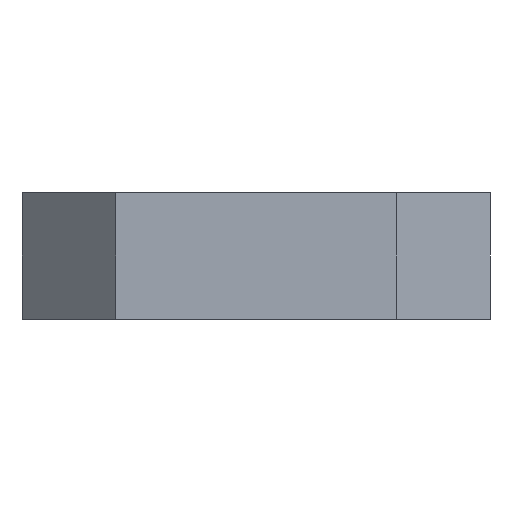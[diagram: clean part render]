
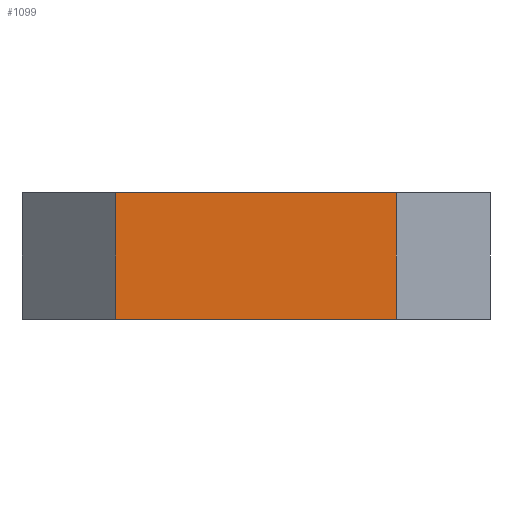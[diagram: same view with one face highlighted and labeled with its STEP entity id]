
A CAD part, front view. The second image highlights one B-rep face of the part: STEP entity #1099.
In plain terms, the highlighted planar face has unit normal (0, -1, 0).
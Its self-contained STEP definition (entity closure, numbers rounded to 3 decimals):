
#79=FACE_OUTER_BOUND('',#138,.T.);
#138=EDGE_LOOP('',(#943,#944,#945,#946));
#282=LINE('',#1703,#432);
#292=LINE('',#1722,#442);
#294=LINE('',#1727,#444);
#296=LINE('',#1730,#446);
#432=VECTOR('',#1400,10.);
#442=VECTOR('',#1416,10.);
#444=VECTOR('',#1422,10.);
#446=VECTOR('',#1426,10.);
#538=VERTEX_POINT('',#1700);
#539=VERTEX_POINT('',#1702);
#545=VERTEX_POINT('',#1720);
#546=VERTEX_POINT('',#1726);
#682=EDGE_CURVE('',#538,#539,#282,.T.);
#692=EDGE_CURVE('',#545,#538,#292,.T.);
#694=EDGE_CURVE('',#539,#546,#294,.T.);
#696=EDGE_CURVE('',#545,#546,#296,.T.);
#943=ORIENTED_EDGE('',*,*,#692,.F.);
#944=ORIENTED_EDGE('',*,*,#696,.T.);
#945=ORIENTED_EDGE('',*,*,#694,.F.);
#946=ORIENTED_EDGE('',*,*,#682,.F.);
#1047=PLANE('',#1171);
#1099=ADVANCED_FACE('',(#79),#1047,.T.);
#1171=AXIS2_PLACEMENT_3D('',#1729,#1424,#1425);
#1400=DIRECTION('',(-1.,0.,0.));
#1416=DIRECTION('',(0.,0.,-1.));
#1422=DIRECTION('',(0.,0.,1.));
#1424=DIRECTION('center_axis',(0.,-1.,0.));
#1425=DIRECTION('ref_axis',(-1.,0.,0.));
#1426=DIRECTION('',(-1.,0.,0.));
#1700=CARTESIAN_POINT('',(11.6,-179.5,-3.7));
#1702=CARTESIAN_POINT('',(5.6,-179.5,-3.7));
#1703=CARTESIAN_POINT('',(13.6,-179.5,-3.7));
#1720=CARTESIAN_POINT('',(11.6,-179.5,-1.));
#1722=CARTESIAN_POINT('',(11.6,-179.5,-1.));
#1726=CARTESIAN_POINT('',(5.6,-179.5,-1.));
#1727=CARTESIAN_POINT('',(5.6,-179.5,-1.));
#1729=CARTESIAN_POINT('Origin',(13.6,-179.5,-1.));
#1730=CARTESIAN_POINT('',(13.6,-179.5,-1.));
